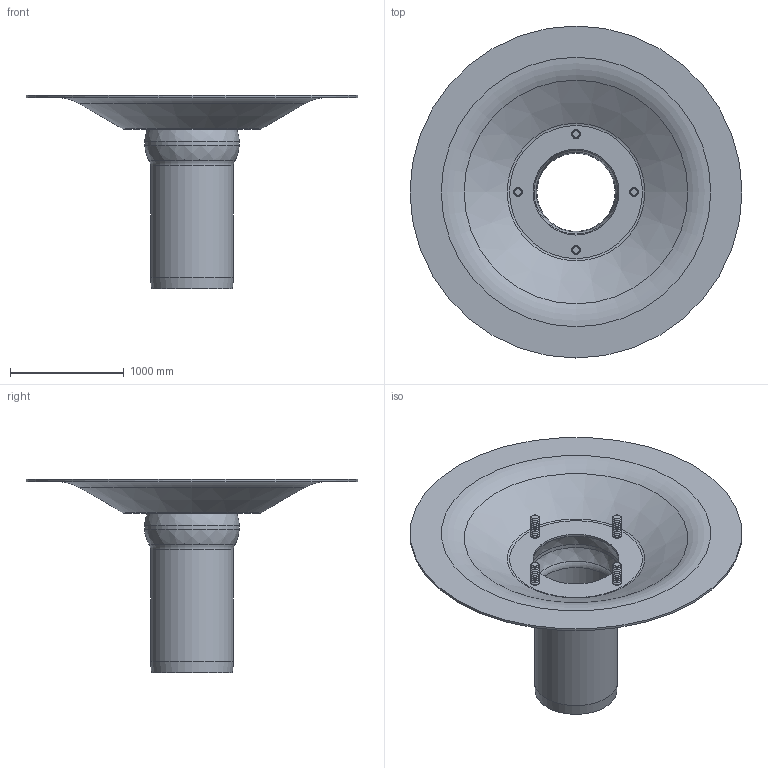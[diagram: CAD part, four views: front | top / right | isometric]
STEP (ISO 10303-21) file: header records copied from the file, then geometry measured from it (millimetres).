
FILE_DESCRIPTION(/* description */ (''),/* implementation_level */ '2;1');
FILE_NAME(/* name */ '19060.000X_3D.stp',/* time_stamp */ '2024-12-12T07:52:52+01:00',/* author */ ('CAD'),/* organization */ (''),/* preprocessor_version */ 'ST-DEVELOPER v20',/* originating_system */ 'AutoCAD Mechanical',/* authorisation */ '');
FILE_SCHEMA (('AUTOMOTIVE_DESIGN { 1 0 10303 214 3 1 1 }'));
Length unit declared in the file: centimetre
Products named in the file (1): Product
Bounding box: 2920 x 2920 x 1700 mm (x, y, z)
Volume: 174508479.1 mm3; surface area: 20312296.5 mm2
Topology: 6 solids, 6 shells, 114 faces, 220 edges, 120 vertices
Faces by surface type: cone 80, plane 14, cylinder 10, torus 6, bspline 4
Full cylindrical faces by diameter (mm): 80 x4, 706 x1, 730 x1, 756 x1, 808 x1, 832 x1, 2920 x1
Entity records: 2969 total; most frequent: DIRECTION 572, CARTESIAN_POINT 559, ORIENTED_EDGE 440, AXIS2_PLACEMENT_3D 241, EDGE_CURVE 220, CIRCLE 130, EDGE_LOOP 120, VERTEX_POINT 120
